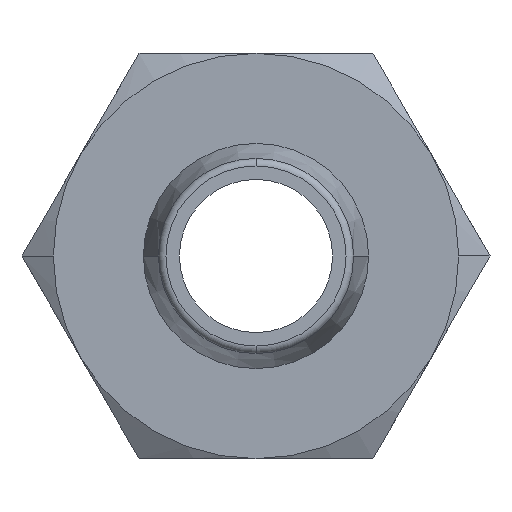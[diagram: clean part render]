
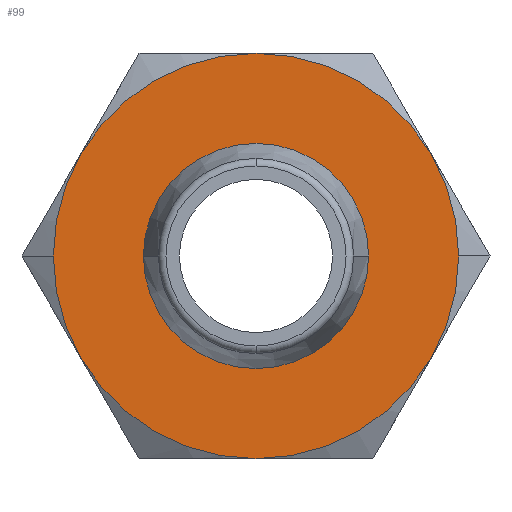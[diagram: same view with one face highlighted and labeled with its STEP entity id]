
A CAD part, front view. The second image highlights one B-rep face of the part: STEP entity #99.
In plain terms, the highlighted planar face has unit normal (0, -1, 0).
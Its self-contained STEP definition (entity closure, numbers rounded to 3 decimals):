
#99=ADVANCED_FACE('',(#243,#244),#245,.T.);
#243=FACE_OUTER_BOUND('',#432,.T.);
#244=FACE_BOUND('',#433,.T.);
#245=PLANE('',#434);
#432=EDGE_LOOP('',(#656,#657,#658,#659,#660,#661,#662,#663));
#433=EDGE_LOOP('',(#664,#665));
#434=AXIS2_PLACEMENT_3D('',#666,#667,#668);
#656=ORIENTED_EDGE('',*,*,#1147,.F.);
#657=ORIENTED_EDGE('',*,*,#1148,.F.);
#658=ORIENTED_EDGE('',*,*,#1124,.F.);
#659=ORIENTED_EDGE('',*,*,#1132,.F.);
#660=ORIENTED_EDGE('',*,*,#1136,.F.);
#661=ORIENTED_EDGE('',*,*,#1149,.F.);
#662=ORIENTED_EDGE('',*,*,#1150,.F.);
#663=ORIENTED_EDGE('',*,*,#1151,.F.);
#664=ORIENTED_EDGE('',*,*,#1142,.F.);
#665=ORIENTED_EDGE('',*,*,#1152,.F.);
#666=CARTESIAN_POINT('',(6.75,28.0,0.0));
#667=DIRECTION('',(-0.0,-1.0,-0.0));
#668=DIRECTION('',(-1.0,0.0,0.0));
#1124=EDGE_CURVE('',#1337,#1339,#1340,.T.);
#1132=EDGE_CURVE('',#1350,#1337,#1352,.T.);
#1136=EDGE_CURVE('',#1355,#1350,#1357,.T.);
#1142=EDGE_CURVE('',#1366,#1360,#1368,.T.);
#1147=EDGE_CURVE('',#1374,#1375,#1376,.T.);
#1148=EDGE_CURVE('',#1339,#1374,#1377,.T.);
#1149=EDGE_CURVE('',#1378,#1355,#1379,.T.);
#1150=EDGE_CURVE('',#1315,#1378,#1380,.T.);
#1151=EDGE_CURVE('',#1375,#1315,#1381,.T.);
#1152=EDGE_CURVE('',#1360,#1366,#1382,.T.);
#1315=VERTEX_POINT('',#1615);
#1337=VERTEX_POINT('',#1673);
#1339=VERTEX_POINT('',#1686);
#1340=CIRCLE('',#1687,13.5);
#1350=VERTEX_POINT('',#1710);
#1352=CIRCLE('',#1713,13.5);
#1355=VERTEX_POINT('',#1727);
#1357=CIRCLE('',#1740,13.5);
#1360=VERTEX_POINT('',#1743);
#1366=VERTEX_POINT('',#1750);
#1368=CIRCLE('',#1753,7.5);
#1374=VERTEX_POINT('',#1760);
#1375=VERTEX_POINT('',#1761);
#1376=CIRCLE('',#1762,13.5);
#1377=CIRCLE('',#1763,13.5);
#1378=VERTEX_POINT('',#1764);
#1379=CIRCLE('',#1765,13.5);
#1380=CIRCLE('',#1766,13.5);
#1381=CIRCLE('',#1767,13.5);
#1382=CIRCLE('',#1768,7.5);
#1615=CARTESIAN_POINT('',(11.691,28.0,-6.75));
#1673=CARTESIAN_POINT('',(-11.691,28.0,6.75));
#1686=CARTESIAN_POINT('',(0.,28.0,13.5));
#1687=AXIS2_PLACEMENT_3D('',#2210,#2211,#2212);
#1710=CARTESIAN_POINT('',(-13.5,28.0,0.));
#1713=AXIS2_PLACEMENT_3D('',#2219,#2220,#2221);
#1727=CARTESIAN_POINT('',(-11.691,28.0,-6.75));
#1740=AXIS2_PLACEMENT_3D('',#2222,#2223,#2224);
#1743=CARTESIAN_POINT('',(7.5,28.0,0.));
#1750=CARTESIAN_POINT('',(-7.5,28.0,0.));
#1753=AXIS2_PLACEMENT_3D('',#2233,#2234,#2235);
#1760=CARTESIAN_POINT('',(11.691,28.0,6.75));
#1761=CARTESIAN_POINT('',(13.5,28.0,0.));
#1762=AXIS2_PLACEMENT_3D('',#2240,#2241,#2242);
#1763=AXIS2_PLACEMENT_3D('',#2243,#2244,#2245);
#1764=CARTESIAN_POINT('',(0.0,28.0,-13.5));
#1765=AXIS2_PLACEMENT_3D('',#2246,#2247,#2248);
#1766=AXIS2_PLACEMENT_3D('',#2249,#2250,#2251);
#1767=AXIS2_PLACEMENT_3D('',#2252,#2253,#2254);
#1768=AXIS2_PLACEMENT_3D('',#2255,#2256,#2257);
#2210=CARTESIAN_POINT('',(0.0,28.0,0.0));
#2211=DIRECTION('',(-0.0,1.0,0.0));
#2212=DIRECTION('',(1.0,0.0,0.0));
#2219=CARTESIAN_POINT('',(0.0,28.0,0.0));
#2220=DIRECTION('',(-0.0,1.0,0.0));
#2221=DIRECTION('',(1.0,0.0,0.0));
#2222=CARTESIAN_POINT('',(0.0,28.0,0.0));
#2223=DIRECTION('',(-0.0,1.0,0.0));
#2224=DIRECTION('',(1.0,0.0,0.0));
#2233=CARTESIAN_POINT('',(0.0,28.0,0.0));
#2234=DIRECTION('',(0.0,-1.0,0.0));
#2235=DIRECTION('',(1.0,0.0,0.0));
#2240=CARTESIAN_POINT('',(0.0,28.0,0.0));
#2241=DIRECTION('',(-0.0,1.0,0.0));
#2242=DIRECTION('',(1.0,0.0,0.0));
#2243=CARTESIAN_POINT('',(0.0,28.0,0.0));
#2244=DIRECTION('',(-0.0,1.0,0.0));
#2245=DIRECTION('',(1.0,0.0,0.0));
#2246=CARTESIAN_POINT('',(0.0,28.0,0.0));
#2247=DIRECTION('',(-0.0,1.0,0.0));
#2248=DIRECTION('',(1.0,0.0,0.0));
#2249=CARTESIAN_POINT('',(0.0,28.0,0.0));
#2250=DIRECTION('',(-0.0,1.0,0.0));
#2251=DIRECTION('',(1.0,0.0,0.0));
#2252=CARTESIAN_POINT('',(0.0,28.0,0.0));
#2253=DIRECTION('',(-0.0,1.0,0.0));
#2254=DIRECTION('',(1.0,0.0,0.0));
#2255=CARTESIAN_POINT('',(0.0,28.0,0.0));
#2256=DIRECTION('',(0.0,-1.0,0.0));
#2257=DIRECTION('',(1.0,0.0,0.0));
